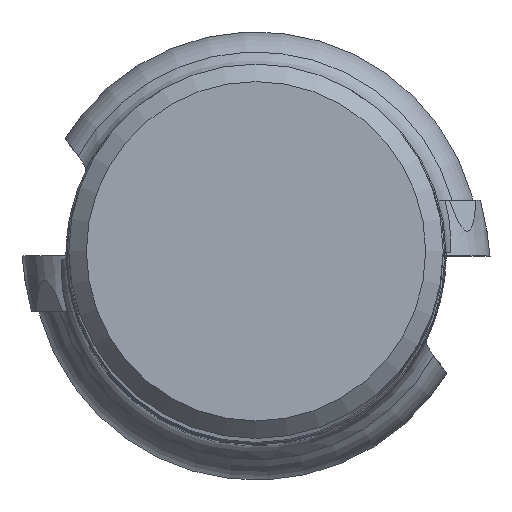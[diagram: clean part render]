
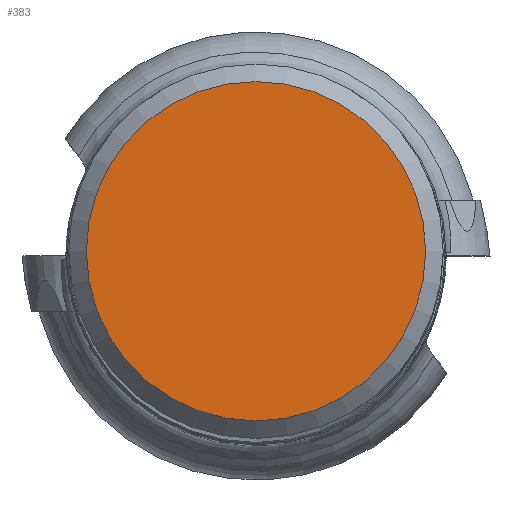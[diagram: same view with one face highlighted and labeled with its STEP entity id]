
A CAD part, top view. The second image highlights one B-rep face of the part: STEP entity #383.
In plain terms, the highlighted planar face has unit normal (0, 0, 1).
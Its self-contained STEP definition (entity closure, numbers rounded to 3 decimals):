
#258=FACE_OUTER_BOUND('',#653,.T.);
#383=ADVANCED_FACE('',(#258),#515,.T.);
#515=PLANE('',#2553);
#653=EDGE_LOOP('',(#1205));
#1205=ORIENTED_EDGE('',*,*,#2071,.F.);
#1834=VERTEX_POINT('',#3806);
#2071=EDGE_CURVE('',#1834,#1834,#2364,.T.);
#2364=CIRCLE('',#2552,14.496);
#2552=AXIS2_PLACEMENT_3D('',#3805,#2886,#2887);
#2553=AXIS2_PLACEMENT_3D('',#3807,#2888,#2889);
#2886=DIRECTION('',(0.,0.,-1.));
#2887=DIRECTION('',(-1.,0.,0.));
#2888=DIRECTION('',(0.,0.,1.));
#2889=DIRECTION('',(1.,0.,0.));
#3805=CARTESIAN_POINT('',(0.,0.,0.));
#3806=CARTESIAN_POINT('',(-14.496,0.,0.));
#3807=CARTESIAN_POINT('',(-14.496,0.,0.));
